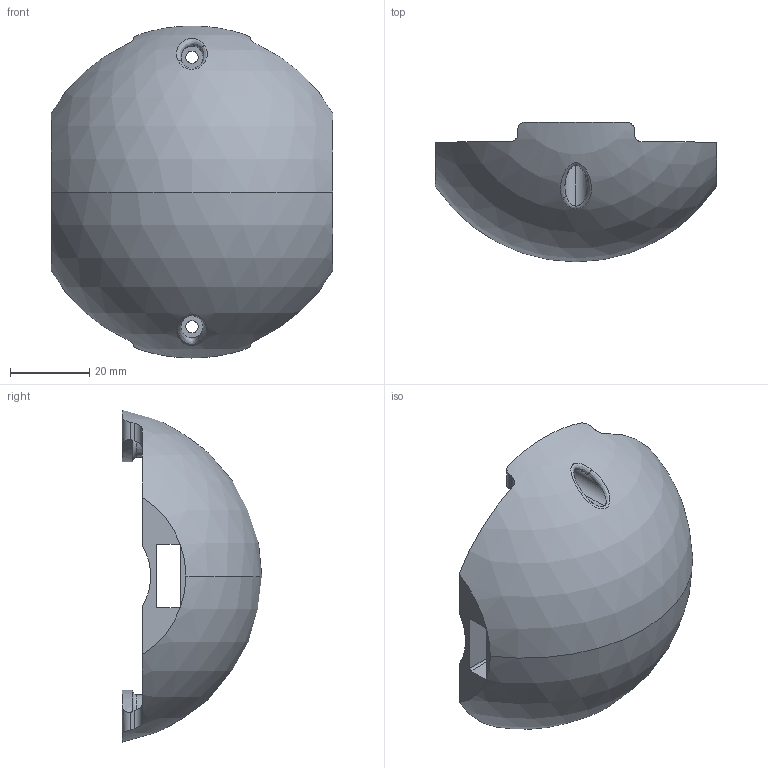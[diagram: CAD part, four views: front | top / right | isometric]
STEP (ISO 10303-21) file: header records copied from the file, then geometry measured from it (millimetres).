
FILE_DESCRIPTION (( 'STEP AP214' ), '1' );
FILE_NAME ('LeftRightUpperLowerArmCover.STEP', '2017-09-26T09:05:17', ( '' ), ( '' ), 'SwSTEP 2.0', 'SolidWorks 2016', '' );
FILE_SCHEMA (( 'AUTOMOTIVE_DESIGN' ));
Length unit declared in the file: millimetre
Products named in the file (2): LeftRightUpperLowerArmCover
Bounding box: 71 x 35.2 x 83.74 mm (x, y, z)
Volume: 30069.6 mm3; surface area: 17246.4 mm2
Topology: 1 solids, 1 shells, 79 faces, 226 edges, 151 vertices
Faces by surface type: plane 34, cylinder 32, bspline 6, sphere 4, torus 3
Entity records: 4101 total; most frequent: CARTESIAN_POINT 2005, ORIENTED_EDGE 452, DIRECTION 410, EDGE_CURVE 226, AXIS2_PLACEMENT_3D 158, VERTEX_POINT 151, VECTOR 94, LINE 94
